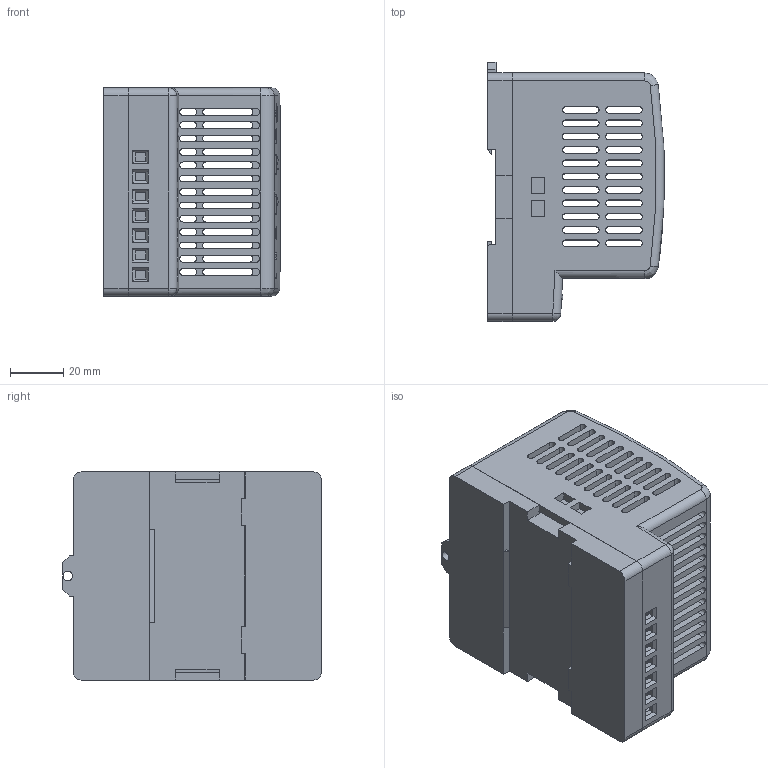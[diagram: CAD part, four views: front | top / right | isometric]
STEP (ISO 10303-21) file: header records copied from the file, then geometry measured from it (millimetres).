
FILE_DESCRIPTION((''),'2;1');
FILE_NAME('PS-45xx.stp','2007-07-17T11:11:17',('Philipp'),(''),'Autodesk Inventor 11','Autodesk Inventor 11','');
FILE_SCHEMA(('AUTOMOTIVE_DESIGN { 1 0 10303 214 1 1 1 1 }'));
Length unit declared in the file: millimetre
Products named in the file (6): PS-45xx; outside; GB 822-88  H M3 x 4; ISO 1207 M 2.5 x 3; bottom; LED
Assembly tree (11 placements, depth 2):
  PS-45xx
    outside
    GB 822-88  H M3 x 4
    ISO 1207 M 2.5 x 3  x7
    bottom
    LED
Bounding box: 66.31 x 97 x 78 mm (x, y, z)
Volume: 115813.3 mm3; surface area: 69291.6 mm2
Topology: 11 solids, 11 shells, 1294 faces, 3562 edges, 2352 vertices
Faces by surface type: plane 711, cylinder 400, bspline 128, cone 30, torus 21, sphere 4
Full cylindrical faces by diameter (mm): 0.5 x4, 2.224 x7, 2.5 x7, 3 x1, 3.5 x1, 4.6 x1, 4.9 x2, 5 x1
Entity records: 42590 total; most frequent: CARTESIAN_POINT 11667, ORIENTED_EDGE 6682, DIRECTION 5840, EDGE_CURVE 3341, VERTEX_POINT 2227, VECTOR 1996, LINE 1996, AXIS2_PLACEMENT_3D 1922
